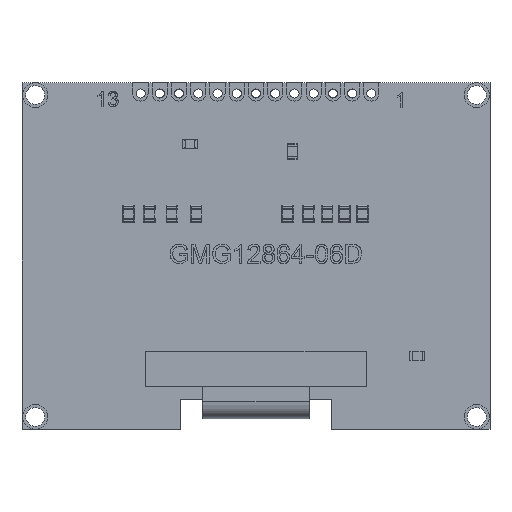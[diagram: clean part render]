
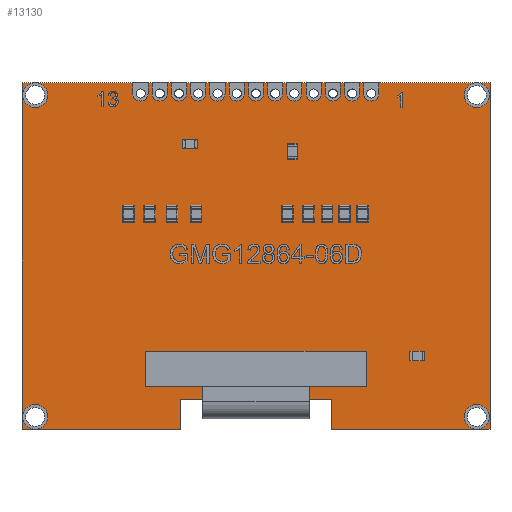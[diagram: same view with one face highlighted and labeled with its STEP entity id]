
A CAD part, top view. The second image highlights one B-rep face of the part: STEP entity #13130.
In plain terms, the highlighted planar face has unit normal (0, 0, 1).
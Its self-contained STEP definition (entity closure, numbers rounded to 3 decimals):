
#245=FACE_BOUND('',#2568,.T.);
#246=FACE_BOUND('',#2569,.T.);
#247=FACE_BOUND('',#2570,.T.);
#248=FACE_BOUND('',#2571,.T.);
#249=FACE_BOUND('',#2572,.T.);
#250=FACE_BOUND('',#2573,.T.);
#251=FACE_BOUND('',#2574,.T.);
#252=FACE_BOUND('',#2575,.T.);
#253=FACE_BOUND('',#2576,.T.);
#254=FACE_BOUND('',#2577,.T.);
#255=FACE_BOUND('',#2578,.T.);
#256=FACE_BOUND('',#2579,.T.);
#257=FACE_BOUND('',#2580,.T.);
#258=FACE_BOUND('',#2581,.T.);
#259=FACE_BOUND('',#2582,.T.);
#260=FACE_BOUND('',#2583,.T.);
#261=FACE_BOUND('',#2584,.T.);
#1221=CIRCLE('',#14173,0.6);
#1223=CIRCLE('',#14176,0.6);
#1225=CIRCLE('',#14179,0.6);
#1227=CIRCLE('',#14182,0.6);
#1229=CIRCLE('',#14185,0.6);
#1231=CIRCLE('',#14188,0.6);
#1233=CIRCLE('',#14191,0.6);
#1235=CIRCLE('',#14194,0.6);
#1237=CIRCLE('',#14197,0.6);
#1239=CIRCLE('',#14200,0.6);
#1241=CIRCLE('',#14203,0.6);
#1243=CIRCLE('',#14206,0.6);
#1245=CIRCLE('',#14209,0.6);
#1247=CIRCLE('',#14212,1.25);
#1249=CIRCLE('',#14215,1.25);
#1251=CIRCLE('',#14218,1.25);
#1253=CIRCLE('',#14221,1.25);
#1767=FACE_OUTER_BOUND('',#2567,.T.);
#2567=EDGE_LOOP('',(#9520,#9521,#9522,#9523,#9524,#9525,#9526,#9527));
#2568=EDGE_LOOP('',(#9528));
#2569=EDGE_LOOP('',(#9529));
#2570=EDGE_LOOP('',(#9530));
#2571=EDGE_LOOP('',(#9531));
#2572=EDGE_LOOP('',(#9532));
#2573=EDGE_LOOP('',(#9533));
#2574=EDGE_LOOP('',(#9534));
#2575=EDGE_LOOP('',(#9535));
#2576=EDGE_LOOP('',(#9536));
#2577=EDGE_LOOP('',(#9537));
#2578=EDGE_LOOP('',(#9538));
#2579=EDGE_LOOP('',(#9539));
#2580=EDGE_LOOP('',(#9540));
#2581=EDGE_LOOP('',(#9541));
#2582=EDGE_LOOP('',(#9542));
#2583=EDGE_LOOP('',(#9543));
#2584=EDGE_LOOP('',(#9544));
#3521=LINE('',#18664,#4633);
#3525=LINE('',#18672,#4637);
#3528=LINE('',#18678,#4640);
#3531=LINE('',#18684,#4643);
#3534=LINE('',#18690,#4646);
#3537=LINE('',#18696,#4649);
#3540=LINE('',#18702,#4652);
#3543=LINE('',#18707,#4655);
#4633=VECTOR('',#15739,10.);
#4637=VECTOR('',#15745,10.);
#4640=VECTOR('',#15750,10.);
#4643=VECTOR('',#15755,10.);
#4646=VECTOR('',#15760,10.);
#4649=VECTOR('',#15765,10.);
#4652=VECTOR('',#15770,10.);
#4655=VECTOR('',#15775,10.);
#5732=VERTEX_POINT('',#18560);
#5734=VERTEX_POINT('',#18566);
#5736=VERTEX_POINT('',#18572);
#5738=VERTEX_POINT('',#18578);
#5740=VERTEX_POINT('',#18584);
#5742=VERTEX_POINT('',#18590);
#5744=VERTEX_POINT('',#18596);
#5746=VERTEX_POINT('',#18602);
#5748=VERTEX_POINT('',#18608);
#5750=VERTEX_POINT('',#18614);
#5752=VERTEX_POINT('',#18620);
#5754=VERTEX_POINT('',#18626);
#5756=VERTEX_POINT('',#18632);
#5758=VERTEX_POINT('',#18638);
#5760=VERTEX_POINT('',#18644);
#5762=VERTEX_POINT('',#18650);
#5764=VERTEX_POINT('',#18656);
#5766=VERTEX_POINT('',#18662);
#5767=VERTEX_POINT('',#18663);
#5770=VERTEX_POINT('',#18671);
#5772=VERTEX_POINT('',#18677);
#5774=VERTEX_POINT('',#18683);
#5776=VERTEX_POINT('',#18689);
#5778=VERTEX_POINT('',#18695);
#5780=VERTEX_POINT('',#18701);
#7136=EDGE_CURVE('',#5732,#5732,#1221,.T.);
#7139=EDGE_CURVE('',#5734,#5734,#1223,.T.);
#7142=EDGE_CURVE('',#5736,#5736,#1225,.T.);
#7145=EDGE_CURVE('',#5738,#5738,#1227,.T.);
#7148=EDGE_CURVE('',#5740,#5740,#1229,.T.);
#7151=EDGE_CURVE('',#5742,#5742,#1231,.T.);
#7154=EDGE_CURVE('',#5744,#5744,#1233,.T.);
#7157=EDGE_CURVE('',#5746,#5746,#1235,.T.);
#7160=EDGE_CURVE('',#5748,#5748,#1237,.T.);
#7163=EDGE_CURVE('',#5750,#5750,#1239,.T.);
#7166=EDGE_CURVE('',#5752,#5752,#1241,.T.);
#7169=EDGE_CURVE('',#5754,#5754,#1243,.T.);
#7172=EDGE_CURVE('',#5756,#5756,#1245,.T.);
#7175=EDGE_CURVE('',#5758,#5758,#1247,.T.);
#7178=EDGE_CURVE('',#5760,#5760,#1249,.T.);
#7181=EDGE_CURVE('',#5762,#5762,#1251,.T.);
#7184=EDGE_CURVE('',#5764,#5764,#1253,.T.);
#7187=EDGE_CURVE('',#5766,#5767,#3521,.T.);
#7191=EDGE_CURVE('',#5770,#5766,#3525,.T.);
#7194=EDGE_CURVE('',#5772,#5770,#3528,.T.);
#7197=EDGE_CURVE('',#5774,#5772,#3531,.T.);
#7200=EDGE_CURVE('',#5776,#5774,#3534,.T.);
#7203=EDGE_CURVE('',#5778,#5776,#3537,.T.);
#7206=EDGE_CURVE('',#5780,#5778,#3540,.T.);
#7209=EDGE_CURVE('',#5767,#5780,#3543,.T.);
#9520=ORIENTED_EDGE('',*,*,#7209,.F.);
#9521=ORIENTED_EDGE('',*,*,#7187,.F.);
#9522=ORIENTED_EDGE('',*,*,#7191,.F.);
#9523=ORIENTED_EDGE('',*,*,#7194,.F.);
#9524=ORIENTED_EDGE('',*,*,#7197,.F.);
#9525=ORIENTED_EDGE('',*,*,#7200,.F.);
#9526=ORIENTED_EDGE('',*,*,#7203,.F.);
#9527=ORIENTED_EDGE('',*,*,#7206,.F.);
#9528=ORIENTED_EDGE('',*,*,#7136,.T.);
#9529=ORIENTED_EDGE('',*,*,#7139,.T.);
#9530=ORIENTED_EDGE('',*,*,#7142,.T.);
#9531=ORIENTED_EDGE('',*,*,#7145,.T.);
#9532=ORIENTED_EDGE('',*,*,#7148,.T.);
#9533=ORIENTED_EDGE('',*,*,#7151,.T.);
#9534=ORIENTED_EDGE('',*,*,#7154,.T.);
#9535=ORIENTED_EDGE('',*,*,#7157,.T.);
#9536=ORIENTED_EDGE('',*,*,#7160,.T.);
#9537=ORIENTED_EDGE('',*,*,#7163,.T.);
#9538=ORIENTED_EDGE('',*,*,#7166,.T.);
#9539=ORIENTED_EDGE('',*,*,#7169,.T.);
#9540=ORIENTED_EDGE('',*,*,#7172,.T.);
#9541=ORIENTED_EDGE('',*,*,#7175,.T.);
#9542=ORIENTED_EDGE('',*,*,#7178,.T.);
#9543=ORIENTED_EDGE('',*,*,#7181,.T.);
#9544=ORIENTED_EDGE('',*,*,#7184,.T.);
#12646=PLANE('',#14231);
#13130=ADVANCED_FACE('',(#1767,#245,#246,#247,#248,#249,#250,#251,#252,
#253,#254,#255,#256,#257,#258,#259,#260,#261),#12646,.T.);
#14173=AXIS2_PLACEMENT_3D('',#18561,#15620,#15621);
#14176=AXIS2_PLACEMENT_3D('',#18567,#15627,#15628);
#14179=AXIS2_PLACEMENT_3D('',#18573,#15634,#15635);
#14182=AXIS2_PLACEMENT_3D('',#18579,#15641,#15642);
#14185=AXIS2_PLACEMENT_3D('',#18585,#15648,#15649);
#14188=AXIS2_PLACEMENT_3D('',#18591,#15655,#15656);
#14191=AXIS2_PLACEMENT_3D('',#18597,#15662,#15663);
#14194=AXIS2_PLACEMENT_3D('',#18603,#15669,#15670);
#14197=AXIS2_PLACEMENT_3D('',#18609,#15676,#15677);
#14200=AXIS2_PLACEMENT_3D('',#18615,#15683,#15684);
#14203=AXIS2_PLACEMENT_3D('',#18621,#15690,#15691);
#14206=AXIS2_PLACEMENT_3D('',#18627,#15697,#15698);
#14209=AXIS2_PLACEMENT_3D('',#18633,#15704,#15705);
#14212=AXIS2_PLACEMENT_3D('',#18639,#15711,#15712);
#14215=AXIS2_PLACEMENT_3D('',#18645,#15718,#15719);
#14218=AXIS2_PLACEMENT_3D('',#18651,#15725,#15726);
#14221=AXIS2_PLACEMENT_3D('',#18657,#15732,#15733);
#14231=AXIS2_PLACEMENT_3D('',#18709,#15777,#15778);
#15620=DIRECTION('center_axis',(0.,0.,-1.));
#15621=DIRECTION('ref_axis',(1.,0.,0.));
#15627=DIRECTION('center_axis',(0.,0.,-1.));
#15628=DIRECTION('ref_axis',(1.,0.,0.));
#15634=DIRECTION('center_axis',(0.,0.,-1.));
#15635=DIRECTION('ref_axis',(1.,0.,0.));
#15641=DIRECTION('center_axis',(0.,0.,-1.));
#15642=DIRECTION('ref_axis',(1.,0.,0.));
#15648=DIRECTION('center_axis',(0.,0.,-1.));
#15649=DIRECTION('ref_axis',(1.,0.,0.));
#15655=DIRECTION('center_axis',(0.,0.,-1.));
#15656=DIRECTION('ref_axis',(1.,0.,0.));
#15662=DIRECTION('center_axis',(0.,0.,-1.));
#15663=DIRECTION('ref_axis',(1.,0.,0.));
#15669=DIRECTION('center_axis',(0.,0.,-1.));
#15670=DIRECTION('ref_axis',(1.,0.,0.));
#15676=DIRECTION('center_axis',(0.,0.,-1.));
#15677=DIRECTION('ref_axis',(1.,0.,0.));
#15683=DIRECTION('center_axis',(0.,0.,-1.));
#15684=DIRECTION('ref_axis',(1.,0.,0.));
#15690=DIRECTION('center_axis',(0.,0.,-1.));
#15691=DIRECTION('ref_axis',(1.,0.,0.));
#15697=DIRECTION('center_axis',(0.,0.,-1.));
#15698=DIRECTION('ref_axis',(1.,0.,0.));
#15704=DIRECTION('center_axis',(0.,0.,-1.));
#15705=DIRECTION('ref_axis',(1.,0.,0.));
#15711=DIRECTION('center_axis',(0.,0.,-1.));
#15712=DIRECTION('ref_axis',(-1.,0.,0.));
#15718=DIRECTION('center_axis',(0.,0.,-1.));
#15719=DIRECTION('ref_axis',(-1.,0.,0.));
#15725=DIRECTION('center_axis',(0.,0.,-1.));
#15726=DIRECTION('ref_axis',(-1.,0.,0.));
#15732=DIRECTION('center_axis',(0.,0.,-1.));
#15733=DIRECTION('ref_axis',(-1.,0.,0.));
#15739=DIRECTION('',(0.,1.,0.));
#15745=DIRECTION('',(-1.,0.,0.));
#15750=DIRECTION('',(0.,-1.,0.));
#15755=DIRECTION('',(1.,0.,0.));
#15760=DIRECTION('',(0.,1.,0.));
#15765=DIRECTION('',(-1.,0.,0.));
#15770=DIRECTION('',(0.,-1.,0.));
#15775=DIRECTION('',(-1.,0.,0.));
#15777=DIRECTION('center_axis',(0.,0.,1.));
#15778=DIRECTION('ref_axis',(1.,0.,0.));
#18560=CARTESIAN_POINT('',(9.56,21.455,0.));
#18561=CARTESIAN_POINT('Origin',(10.16,21.455,0.));
#18566=CARTESIAN_POINT('',(-0.6,21.455,0.));
#18567=CARTESIAN_POINT('Origin',(0.,21.455,
0.));
#18572=CARTESIAN_POINT('',(-10.76,21.455,0.));
#18573=CARTESIAN_POINT('Origin',(-10.16,21.455,0.));
#18578=CARTESIAN_POINT('',(-13.3,21.455,0.));
#18579=CARTESIAN_POINT('Origin',(-12.7,21.455,0.));
#18584=CARTESIAN_POINT('',(-3.14,21.455,0.));
#18585=CARTESIAN_POINT('Origin',(-2.54,21.455,0.));
#18590=CARTESIAN_POINT('',(7.02,21.455,0.));
#18591=CARTESIAN_POINT('Origin',(7.62,21.455,0.));
#18596=CARTESIAN_POINT('',(12.1,21.455,0.));
#18597=CARTESIAN_POINT('Origin',(12.7,21.455,0.));
#18602=CARTESIAN_POINT('',(1.94,21.455,0.));
#18603=CARTESIAN_POINT('Origin',(2.54,21.455,0.));
#18608=CARTESIAN_POINT('',(-8.22,21.455,0.));
#18609=CARTESIAN_POINT('Origin',(-7.62,21.455,0.));
#18614=CARTESIAN_POINT('',(-15.84,21.455,0.));
#18615=CARTESIAN_POINT('Origin',(-15.24,21.455,0.));
#18620=CARTESIAN_POINT('',(-5.68,21.455,0.));
#18621=CARTESIAN_POINT('Origin',(-5.08,21.455,0.));
#18626=CARTESIAN_POINT('',(4.48,21.455,0.));
#18627=CARTESIAN_POINT('Origin',(5.08,21.455,0.));
#18632=CARTESIAN_POINT('',(14.64,21.455,0.));
#18633=CARTESIAN_POINT('Origin',(15.24,21.455,0.));
#18638=CARTESIAN_POINT('',(30.4,21.25,0.));
#18639=CARTESIAN_POINT('Origin',(29.15,21.25,0.));
#18644=CARTESIAN_POINT('',(30.4,-21.25,0.));
#18645=CARTESIAN_POINT('Origin',(29.15,-21.25,0.));
#18650=CARTESIAN_POINT('',(-27.9,21.25,0.));
#18651=CARTESIAN_POINT('Origin',(-29.15,21.25,0.));
#18656=CARTESIAN_POINT('',(-27.9,-21.25,0.));
#18657=CARTESIAN_POINT('Origin',(-29.15,-21.25,0.));
#18662=CARTESIAN_POINT('',(10.,-22.9,0.));
#18663=CARTESIAN_POINT('',(10.,-19.,0.));
#18664=CARTESIAN_POINT('',(10.,-22.9,0.));
#18671=CARTESIAN_POINT('',(30.9,-22.9,0.));
#18672=CARTESIAN_POINT('',(30.9,-22.9,0.));
#18677=CARTESIAN_POINT('',(30.9,22.9,0.));
#18678=CARTESIAN_POINT('',(30.9,22.9,0.));
#18683=CARTESIAN_POINT('',(-30.9,22.9,0.));
#18684=CARTESIAN_POINT('',(-30.9,22.9,0.));
#18689=CARTESIAN_POINT('',(-30.9,-22.9,0.));
#18690=CARTESIAN_POINT('',(-30.9,-22.9,0.));
#18695=CARTESIAN_POINT('',(-10.,-22.9,0.));
#18696=CARTESIAN_POINT('',(30.9,-22.9,0.));
#18701=CARTESIAN_POINT('',(-10.,-19.,0.));
#18702=CARTESIAN_POINT('',(-10.,-19.,0.));
#18707=CARTESIAN_POINT('',(10.,-19.,0.));
#18709=CARTESIAN_POINT('Origin',(0.,0.,0.));
